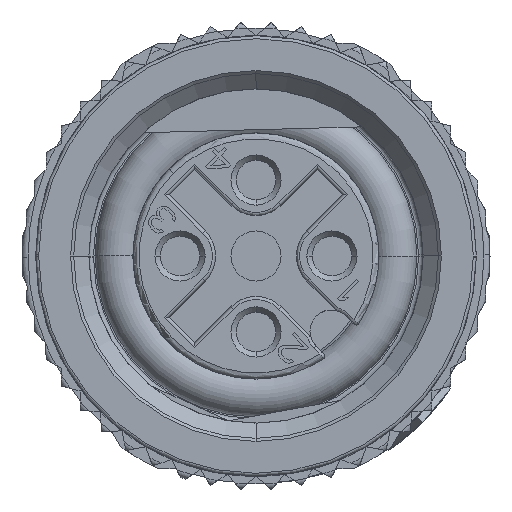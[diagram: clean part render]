
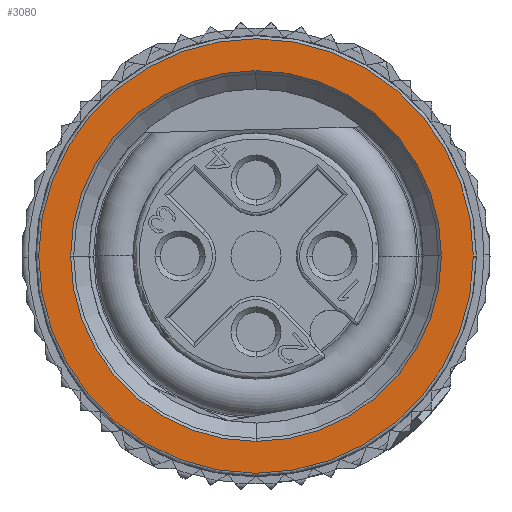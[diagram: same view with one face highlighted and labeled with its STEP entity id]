
A CAD part, front view. The second image highlights one B-rep face of the part: STEP entity #3080.
In plain terms, the highlighted planar face has unit normal (0, -1, 0).
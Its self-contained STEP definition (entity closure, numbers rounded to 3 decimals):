
#3080=ADVANCED_FACE('',(#6279,#6280),#6281,.T.);
#6279=FACE_OUTER_BOUND('',#16004,.T.);
#6280=FACE_BOUND('',#16005,.T.);
#6281=PLANE('',#16006);
#16004=EDGE_LOOP('',(#30517,#30518,#30519,#30520));
#16005=EDGE_LOOP('',(#30521,#30522,#30523,#30524));
#16006=AXIS2_PLACEMENT_3D('',#30525,#30526,#30527);
#30517=ORIENTED_EDGE('',*,*,#34976,.F.);
#30518=ORIENTED_EDGE('',*,*,#33375,.F.);
#30519=ORIENTED_EDGE('',*,*,#34974,.F.);
#30520=ORIENTED_EDGE('',*,*,#33380,.F.);
#30521=ORIENTED_EDGE('',*,*,#34984,.F.);
#30522=ORIENTED_EDGE('',*,*,#33358,.F.);
#30523=ORIENTED_EDGE('',*,*,#33365,.F.);
#30524=ORIENTED_EDGE('',*,*,#34985,.F.);
#30525=CARTESIAN_POINT('',(0.0,-12.4,0.0));
#30526=DIRECTION('',(0.0,-1.0,0.0));
#30527=DIRECTION('',(1.0,0.0,0.0));
#33358=EDGE_CURVE('',#37906,#37904,#37908,.T.);
#33365=EDGE_CURVE('',#37916,#37906,#37918,.T.);
#33375=EDGE_CURVE('',#37934,#37930,#37936,.T.);
#33380=EDGE_CURVE('',#37943,#37939,#37945,.T.);
#34974=EDGE_CURVE('',#37939,#37934,#40235,.T.);
#34976=EDGE_CURVE('',#37930,#37943,#40237,.T.);
#34984=EDGE_CURVE('',#37904,#40246,#40247,.T.);
#34985=EDGE_CURVE('',#40246,#37916,#40248,.T.);
#37904=VERTEX_POINT('',#44722);
#37906=VERTEX_POINT('',#44725);
#37908=CIRCLE('',#44728,6.1);
#37916=VERTEX_POINT('',#44737);
#37918=CIRCLE('',#44740,6.1);
#37930=VERTEX_POINT('',#44752);
#37934=VERTEX_POINT('',#44756);
#37936=CIRCLE('',#44758,7.15);
#37939=VERTEX_POINT('',#44761);
#37943=VERTEX_POINT('',#44765);
#37945=CIRCLE('',#44767,7.15);
#40235=CIRCLE('',#49966,7.15);
#40237=CIRCLE('',#49968,7.15);
#40246=VERTEX_POINT('',#49979);
#40247=CIRCLE('',#49980,6.1);
#40248=CIRCLE('',#49981,6.1);
#44722=CARTESIAN_POINT('',(0.0,-12.4,6.1));
#44725=CARTESIAN_POINT('',(6.1,-12.4,0.0));
#44728=AXIS2_PLACEMENT_3D('',#55928,#55929,#55930);
#44737=CARTESIAN_POINT('',(0.0,-12.4,-6.1));
#44740=AXIS2_PLACEMENT_3D('',#55939,#55940,#55941);
#44752=CARTESIAN_POINT('',(-7.15,-12.4,0.052));
#44756=CARTESIAN_POINT('',(-7.15,-12.4,0.0));
#44758=AXIS2_PLACEMENT_3D('',#55963,#55964,#55965);
#44761=CARTESIAN_POINT('',(7.15,-12.4,-0.052));
#44765=CARTESIAN_POINT('',(7.15,-12.4,0.0));
#44767=AXIS2_PLACEMENT_3D('',#55975,#55976,#55977);
#49966=AXIS2_PLACEMENT_3D('',#57876,#57877,#57878);
#49968=AXIS2_PLACEMENT_3D('',#57879,#57880,#57881);
#49979=CARTESIAN_POINT('',(-6.1,-12.4,0.0));
#49980=AXIS2_PLACEMENT_3D('',#57890,#57891,#57892);
#49981=AXIS2_PLACEMENT_3D('',#57893,#57894,#57895);
#55928=CARTESIAN_POINT('',(0.0,-12.4,0.0));
#55929=DIRECTION('',(0.0,-1.0,0.0));
#55930=DIRECTION('',(1.0,0.0,0.0));
#55939=CARTESIAN_POINT('',(0.0,-12.4,0.0));
#55940=DIRECTION('',(0.0,-1.0,0.0));
#55941=DIRECTION('',(0.0,0.0,-1.0));
#55963=CARTESIAN_POINT('',(0.0,-12.4,0.0));
#55964=DIRECTION('',(0.0,1.0,0.0));
#55965=DIRECTION('',(-1.0,0.0,0.0));
#55975=CARTESIAN_POINT('',(0.0,-12.4,0.0));
#55976=DIRECTION('',(-0.0,1.0,0.0));
#55977=DIRECTION('',(1.0,0.0,0.0));
#57876=CARTESIAN_POINT('',(0.0,-12.4,0.0));
#57877=DIRECTION('',(0.0,1.0,0.0));
#57878=DIRECTION('',(1.,0.0,-0.007));
#57879=CARTESIAN_POINT('',(0.0,-12.4,0.0));
#57880=DIRECTION('',(0.0,1.0,0.0));
#57881=DIRECTION('',(-1.,0.0,0.007));
#57890=CARTESIAN_POINT('',(0.0,-12.4,0.0));
#57891=DIRECTION('',(0.0,-1.0,0.0));
#57892=DIRECTION('',(0.0,0.0,1.0));
#57893=CARTESIAN_POINT('',(0.0,-12.4,0.0));
#57894=DIRECTION('',(0.0,-1.0,0.0));
#57895=DIRECTION('',(-1.0,0.0,0.0));
